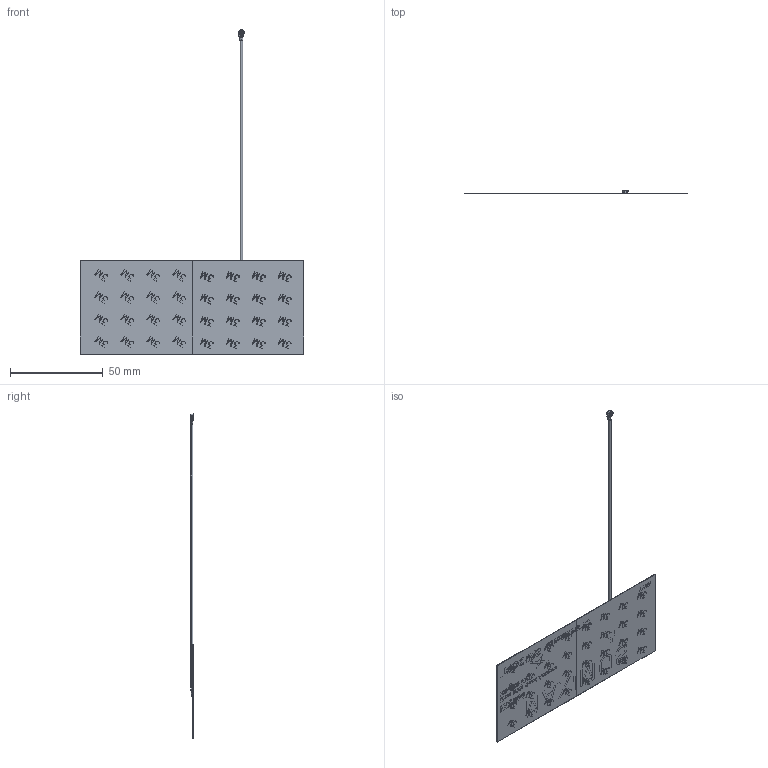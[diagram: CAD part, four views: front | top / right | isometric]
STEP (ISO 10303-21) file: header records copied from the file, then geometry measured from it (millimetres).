
FILE_DESCRIPTION (( 'STEP AP214' ), '1' );
FILE_NAME ('FXUB66.07.0150C_Web.STEP', '2019-12-10T06:25:10', ( '' ), ( '' ), 'SwSTEP 2.0', 'SolidWorks 2017', '' );
FILE_SCHEMA (( 'AUTOMOTIVE_DESIGN' ));
Length unit declared in the file: millimetre
Products named in the file (9): 100112D030012A_FPCB; 1.37 Coaxial Cable; 100112D030012A_Adhesive; FXUB66.07.0150C_Web; IPEX MHFI_IPEX MHFI_1.37; IPEX MHFI
Assembly tree (4 placements, depth 2):
  100112D030012A_FPCB
  1.37 Coaxial Cable
  100112D030012A_Adhesive
  FXUB66.07.0150C_Web
    100112D030012A_FPCB
    100112D030012A_Adhesive
    1.37 Coaxial Cable
    IPEX MHFI_IPEX MHFI_1.37
  IPEX MHFI
Bounding box: 120.4 x 2.11 x 174.69 mm (x, y, z)
Volume: 1687.2 mm3; surface area: 37262.7 mm2
Topology: 6 solids, 6 shells, 2795 faces, 7817 edges, 5209 vertices
Faces by surface type: plane 2221, bspline 503, cylinder 67, torus 4
Entity records: 117302 total; most frequent: CARTESIAN_POINT 36485, ORIENTED_EDGE 15634, DIRECTION 11472, EDGE_CURVE 7817, VECTOR 6640, LINE 6640, VERTEX_POINT 5209, EDGE_LOOP 2978
